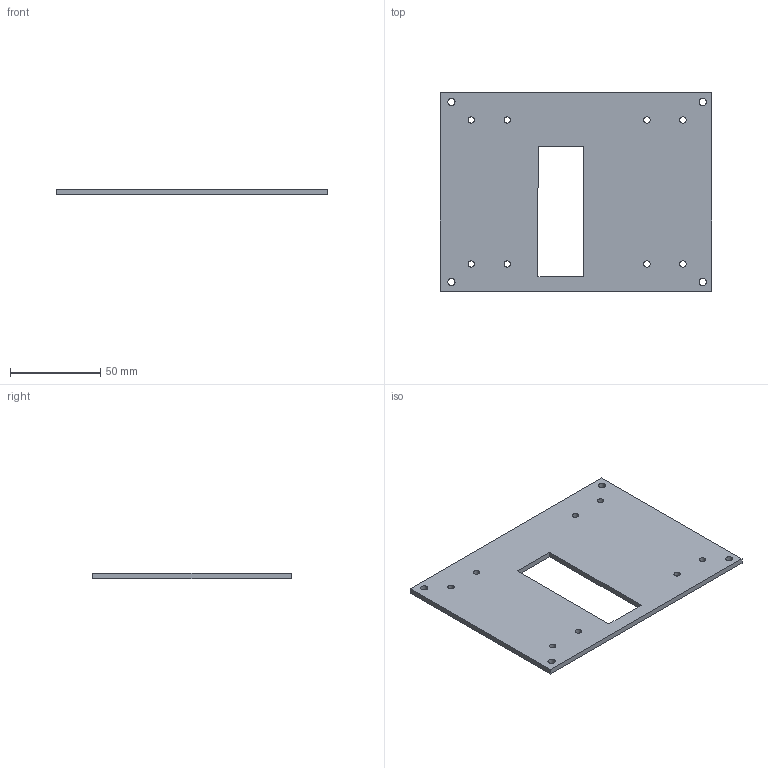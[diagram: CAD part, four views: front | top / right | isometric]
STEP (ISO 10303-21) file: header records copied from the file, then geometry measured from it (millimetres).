
FILE_DESCRIPTION(('STEP AP214'), '1');
FILE_NAME('ﾑ湜浯', '', ('UNSPECIFIED'), ('UNSPECIFIED'), 'C3D Converter', 'C3D Toolkit', '');
FILE_SCHEMA(('AUTOMOTIVE_DESIGN { 1 0 10303 214 3 1 1}'));
Length unit declared in the file: millimetre
Bounding box: 150.8 x 110 x 3 mm (x, y, z)
Volume: 43895.9 mm3; surface area: 31827.8 mm2
Topology: 1 solids, 1 shells, 22 faces, 60 edges, 40 vertices
Faces by surface type: cylinder 12, plane 10
Full cylindrical faces by diameter (mm): 3.5 x8, 4 x4
Entity records: 916 total; most frequent: DIRECTION 118, CARTESIAN_POINT 111, ORIENTED_EDGE 96, EDGE_LOOP 60, EDGE_CURVE 48, AXIS2_PLACEMENT_3D 47, VERTEX_POINT 40, FACE_BOUND 36
